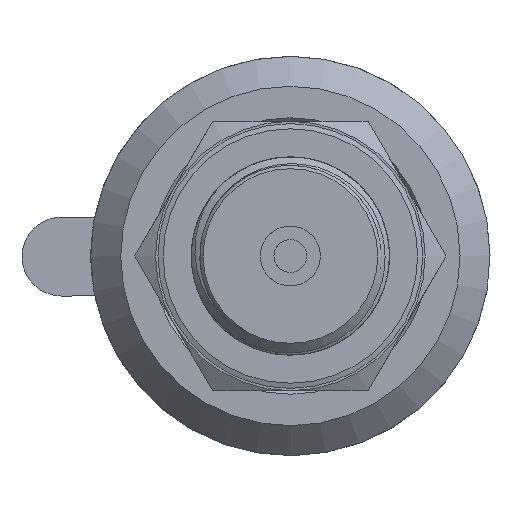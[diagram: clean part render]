
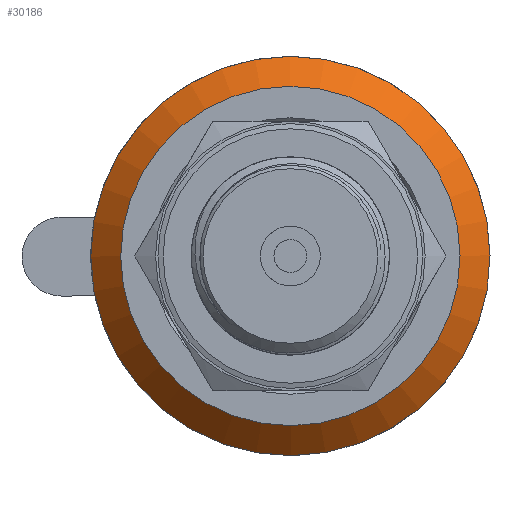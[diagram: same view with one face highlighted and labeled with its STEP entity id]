
A CAD part, left-side view. The second image highlights one B-rep face of the part: STEP entity #30186.
In plain terms, the highlighted conical face has half-angle 45 degrees and reference radius 18.5 mm.
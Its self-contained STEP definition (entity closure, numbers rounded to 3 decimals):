
#1700=CONICAL_SURFACE('',#31878,18.5,0.785);
#2325=FACE_OUTER_BOUND('',#4047,.T.);
#4047=EDGE_LOOP('',(#23308,#23309,#23310,#23311));
#5432=CIRCLE('',#31877,20.);
#5433=CIRCLE('',#31879,17.);
#7436=LINE('',#61507,#10371);
#10371=VECTOR('',#35107,18.5);
#13678=VERTEX_POINT('',#61502);
#13679=VERTEX_POINT('',#61506);
#17220=EDGE_CURVE('',#13678,#13678,#5432,.T.);
#17221=EDGE_CURVE('',#13678,#13679,#7436,.T.);
#17222=EDGE_CURVE('',#13679,#13679,#5433,.T.);
#23308=ORIENTED_EDGE('',*,*,#17220,.F.);
#23309=ORIENTED_EDGE('',*,*,#17221,.T.);
#23310=ORIENTED_EDGE('',*,*,#17222,.T.);
#23311=ORIENTED_EDGE('',*,*,#17221,.F.);
#30186=ADVANCED_FACE('',(#2325),#1700,.T.);
#31877=AXIS2_PLACEMENT_3D('',#61504,#35103,#35104);
#31878=AXIS2_PLACEMENT_3D('',#61505,#35105,#35106);
#31879=AXIS2_PLACEMENT_3D('',#61508,#35108,#35109);
#35103=DIRECTION('center_axis',(-1.,0.,0.));
#35104=DIRECTION('ref_axis',(0.,0.,
-1.));
#35105=DIRECTION('center_axis',(-1.,0.,0.));
#35106=DIRECTION('ref_axis',(0.,-1.,0.));
#35107=DIRECTION('',(0.707,-0.707,0.));
#35108=DIRECTION('center_axis',(-1.,0.,0.));
#35109=DIRECTION('ref_axis',(0.,0.,
-1.));
#61502=CARTESIAN_POINT('',(21.,20.,0.));
#61504=CARTESIAN_POINT('Origin',(21.,0.,0.));
#61505=CARTESIAN_POINT('Origin',(22.5,0.,0.));
#61506=CARTESIAN_POINT('',(24.,17.,0.));
#61507=CARTESIAN_POINT('',(22.5,18.5,0.));
#61508=CARTESIAN_POINT('Origin',(24.,0.,0.));
